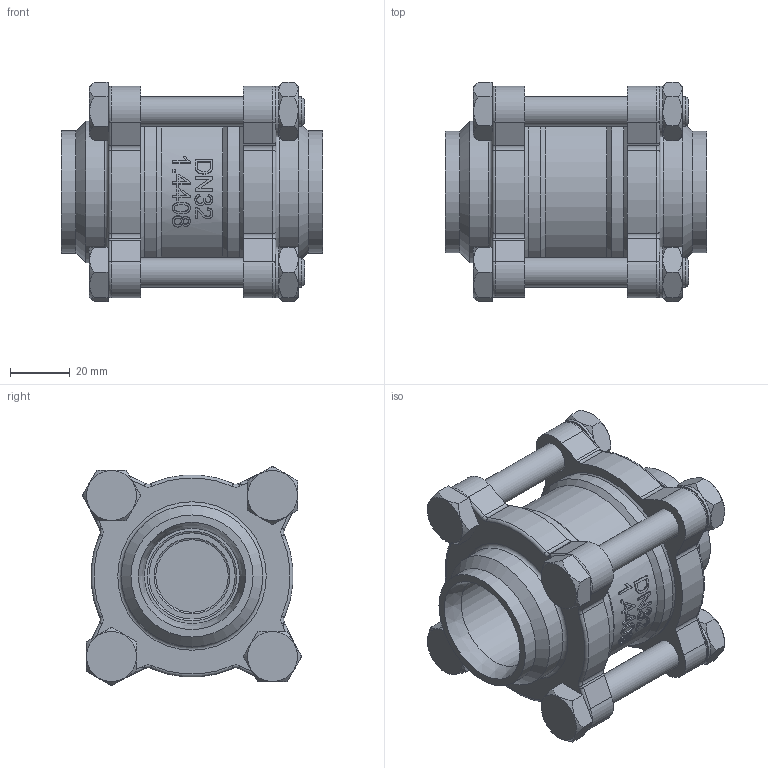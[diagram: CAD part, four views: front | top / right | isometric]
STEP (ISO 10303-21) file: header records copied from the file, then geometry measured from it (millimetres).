
FILE_DESCRIPTION(/* description */ ('Unknown'),/* implementation_level */ '2;1');
FILE_NAME(/* name */ 'WA-002-S008-DN32',/* time_stamp */ '2022-10-12T08:53:33+08:00',/* author */ ('Unknown'),/* organization */ ('Unknown'),/* preprocessor_version */ 'ST-DEVELOPER v16.7',/* originating_system */ 'DEX',/* authorisation */ $);
FILE_SCHEMA (('AUTOMOTIVE_DESIGN {1 0 10303 214 3 1 1}'));
Length unit declared in the file: millimetre
Products named in the file (6): WA-002-S008-DN32; WA-002-S008-DN32-BODY; WA-002-S008-DN32-CAP; M10 BOLT; M10 WASHER; M10 NUT
Assembly tree (15 placements, depth 2):
  WA-002-S008-DN32
    WA-002-S008-DN32-BODY
    WA-002-S008-DN32-CAP  x2
    M10 BOLT  x4
    M10 WASHER  x4
    M10 NUT  x4
Bounding box: 88 x 73.73 x 73.73 mm (x, y, z)
Volume: 173060.1 mm3; surface area: 71824 mm2
Topology: 16 solids, 16 shells, 501 faces, 1161 edges, 733 vertices
Faces by surface type: plane 229, cylinder 122, cone 67, torus 49, bspline 34
Full cylindrical faces by diameter (mm): 9.281 x1, 10 x12, 10.5 x8, 16.242 x1, 17 x4, 29.004 x1, 32 x2, 36.545 x1, 41 x2, 47.566 x2, 49.339 x1, 49.887 x1, 58.008 x1, 61.488 x2
Entity records: 14483 total; most frequent: CARTESIAN_POINT 7255, DIRECTION 1413, ORIENTED_EDGE 1392, EDGE_CURVE 696, AXIS2_PLACEMENT_3D 536, VERTEX_POINT 474, EDGE_LOOP 420, FACE_BOUND 420
